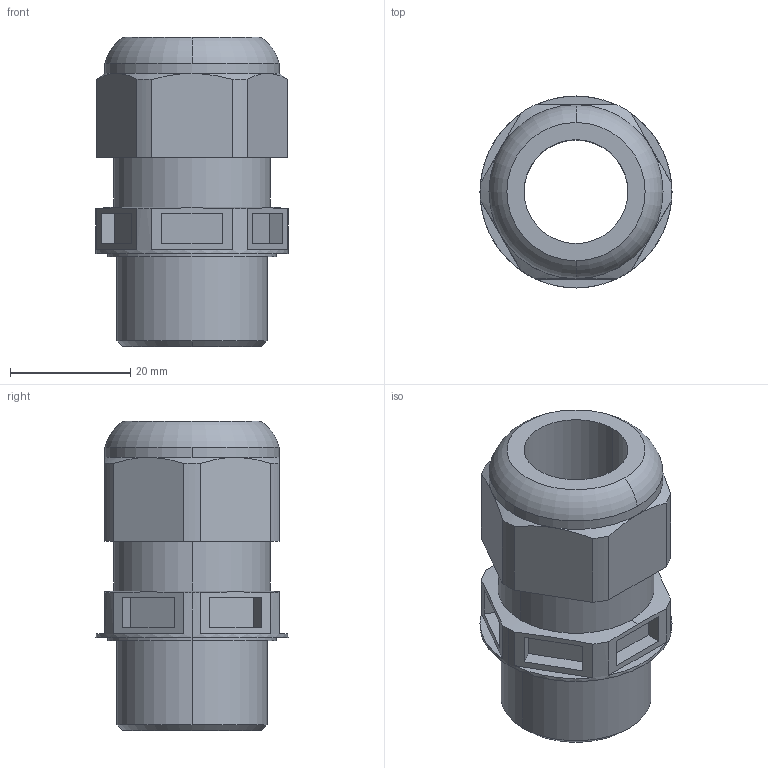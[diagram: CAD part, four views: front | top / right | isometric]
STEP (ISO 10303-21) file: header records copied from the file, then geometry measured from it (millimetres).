
FILE_DESCRIPTION(('Creo Elements/Direct Modeling STEP Export'),'2;1');
FILE_NAME('model.stp','2018-05-24T15:37:08',(''),(''),'Creo Elements/Direct Modeling STEP processor for AP214 (Solid Model)','Creo Elements/Direct Modeling 18.1I 14-Aug-2016 (C) Parametric Technology GmbH','');
FILE_SCHEMA(('AUTOMOTIVE_DESIGN { 1 0 10303 214 1 1 1 1 }'));
Length unit declared in the file: millimetre
Products named in the file (2): G_INS_M25_M68L_PEPDS_LG-select
Assembly tree (1 placements, depth 2):
  G_INS_M25_M68L_PEPDS_LG-select
    G_INS_M25_M68L_PEPDS_LG-select
Bounding box: 32 x 32 x 51.5 mm (x, y, z)
Volume: 18441.1 mm3; surface area: 9061.5 mm2
Topology: 1 solids, 1 shells, 83 faces, 212 edges, 140 vertices
Faces by surface type: plane 53, cylinder 18, cone 10, torus 2
Entity records: 2596 total; most frequent: CARTESIAN_POINT 586, ORIENTED_EDGE 424, DIRECTION 384, EDGE_CURVE 212, VERTEX_POINT 140, AXIS2_PLACEMENT_3D 130, VECTOR 124, LINE 124
